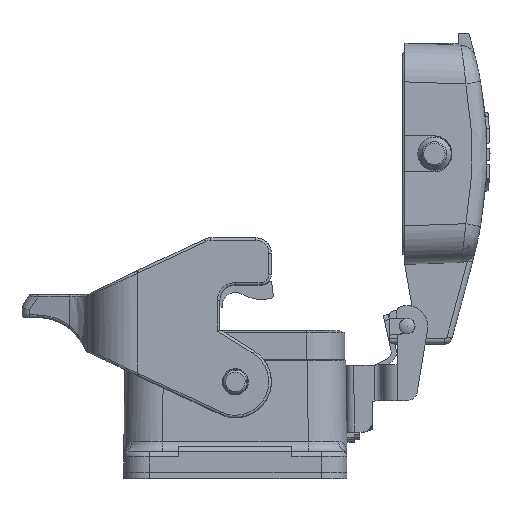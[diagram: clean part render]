
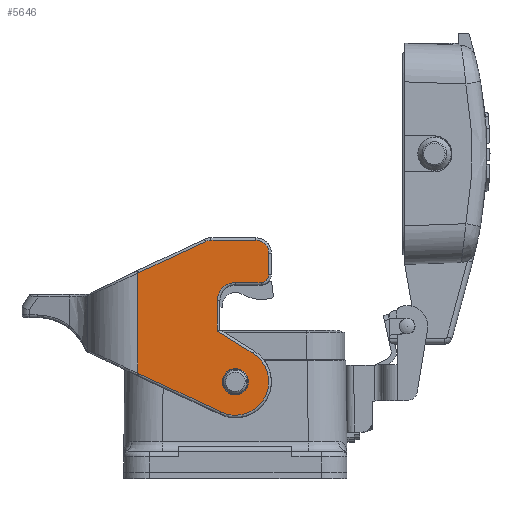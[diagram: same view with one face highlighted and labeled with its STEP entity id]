
A CAD part, left-side view. The second image highlights one B-rep face of the part: STEP entity #5646.
In plain terms, the highlighted planar face has unit normal (-1, 0, 0).
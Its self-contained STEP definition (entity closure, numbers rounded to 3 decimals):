
#5646=ADVANCED_FACE('',(#6766,#6767),#6336,.F.);
#6336=PLANE('',#24525);
#6766=FACE_BOUND('',#7441,.T.);
#6767=FACE_BOUND('',#7442,.T.);
#7441=EDGE_LOOP('',(#10507,#10508,#10509,#10510,#10511,#10512,#10513,#10514,
#10515,#10516,#10517,#10518,#10519,#10520,#10521));
#7442=EDGE_LOOP('',(#10522));
#10507=ORIENTED_EDGE('',*,*,#15585,.F.);
#10508=ORIENTED_EDGE('',*,*,#15583,.F.);
#10509=ORIENTED_EDGE('',*,*,#15581,.F.);
#10510=ORIENTED_EDGE('',*,*,#15579,.F.);
#10511=ORIENTED_EDGE('',*,*,#15577,.F.);
#10512=ORIENTED_EDGE('',*,*,#15575,.F.);
#10513=ORIENTED_EDGE('',*,*,#15573,.F.);
#10514=ORIENTED_EDGE('',*,*,#15571,.F.);
#10515=ORIENTED_EDGE('',*,*,#15569,.F.);
#10516=ORIENTED_EDGE('',*,*,#15566,.F.);
#10517=ORIENTED_EDGE('',*,*,#15678,.F.);
#10518=ORIENTED_EDGE('',*,*,#15679,.F.);
#10519=ORIENTED_EDGE('',*,*,#15347,.F.);
#10520=ORIENTED_EDGE('',*,*,#15677,.F.);
#10521=ORIENTED_EDGE('',*,*,#15509,.F.);
#10522=ORIENTED_EDGE('',*,*,#15528,.F.);
#13447=VERTEX_POINT('',#34293);
#13448=VERTEX_POINT('',#34294);
#13562=VERTEX_POINT('',#34947);
#13565=VERTEX_POINT('',#35014);
#13577=VERTEX_POINT('',#35084);
#13601=VERTEX_POINT('',#35158);
#13602=VERTEX_POINT('',#35159);
#13603=VERTEX_POINT('',#35164);
#13604=VERTEX_POINT('',#35192);
#13605=VERTEX_POINT('',#35196);
#13606=VERTEX_POINT('',#35224);
#13607=VERTEX_POINT('',#35228);
#13608=VERTEX_POINT('',#35256);
#13609=VERTEX_POINT('',#35267);
#13610=VERTEX_POINT('',#35271);
#13670=VERTEX_POINT('',#35884);
#15347=EDGE_CURVE('',#13447,#13448,#17205,.T.);
#15509=EDGE_CURVE('',#13565,#13562,#17220,.T.);
#15528=EDGE_CURVE('',#13577,#13577,#17930,.T.);
#15566=EDGE_CURVE('',#13601,#13602,#20147,.T.);
#15569=EDGE_CURVE('',#13602,#13603,#17943,.T.);
#15571=EDGE_CURVE('',#13603,#13604,#20148,.T.);
#15573=EDGE_CURVE('',#13604,#13605,#17946,.T.);
#15575=EDGE_CURVE('',#13605,#13606,#20149,.T.);
#15577=EDGE_CURVE('',#13606,#13607,#17949,.T.);
#15579=EDGE_CURVE('',#13607,#13608,#20150,.T.);
#15581=EDGE_CURVE('',#13608,#13609,#20151,.T.);
#15583=EDGE_CURVE('',#13609,#13610,#17952,.T.);
#15585=EDGE_CURVE('',#13610,#13565,#20152,.T.);
#15677=EDGE_CURVE('',#13562,#13447,#20193,.T.);
#15678=EDGE_CURVE('',#13670,#13601,#17965,.T.);
#15679=EDGE_CURVE('',#13448,#13670,#20194,.T.);
#17205=B_SPLINE_CURVE_WITH_KNOTS('',3,(#34289,#34290,#34291,#34292),
 .UNSPECIFIED.,.F.,.F.,(4,4),(0.,1.),.UNSPECIFIED.);
#17220=B_SPLINE_CURVE_WITH_KNOTS('',3,(#35010,#35011,#35012,#35013),
 .UNSPECIFIED.,.F.,.F.,(4,4),(0.,1.),.UNSPECIFIED.);
#17930=CIRCLE('',#24440,2.55);
#17943=CIRCLE('',#24466,2.5);
#17946=CIRCLE('',#24470,1.5);
#17949=CIRCLE('',#24474,3.5);
#17952=CIRCLE('',#24479,6.5);
#17965=CIRCLE('',#24524,2.5);
#20147=LINE('',#35157,#21457);
#20148=LINE('',#35191,#21458);
#20149=LINE('',#35223,#21459);
#20150=LINE('',#35255,#21460);
#20151=LINE('',#35266,#21461);
#20152=LINE('',#35298,#21462);
#20193=LINE('',#35874,#21503);
#20194=LINE('',#35885,#21504);
#21457=VECTOR('',#27584,1.);
#21458=VECTOR('',#27595,1.);
#21459=VECTOR('',#27604,1.);
#21460=VECTOR('',#27613,1.);
#21461=VECTOR('',#27616,1.);
#21462=VECTOR('',#27625,1.);
#21503=VECTOR('',#27752,1.);
#21504=VECTOR('',#27755,1.);
#24440=AXIS2_PLACEMENT_3D('',#35083,#27511,#27512);
#24466=AXIS2_PLACEMENT_3D('',#35163,#27591,#27592);
#24470=AXIS2_PLACEMENT_3D('',#35195,#27600,#27601);
#24474=AXIS2_PLACEMENT_3D('',#35227,#27609,#27610);
#24479=AXIS2_PLACEMENT_3D('',#35270,#27621,#27622);
#24524=AXIS2_PLACEMENT_3D('',#35883,#27753,#27754);
#24525=AXIS2_PLACEMENT_3D('',#35886,#27756,#27757);
#27511=DIRECTION('',(-1.,0.,0.));
#27512=DIRECTION('',(0.,-1.,0.));
#27584=DIRECTION('',(0.,-1.,0.));
#27591=DIRECTION('',(1.,0.,0.));
#27592=DIRECTION('',(0.,0.,1.));
#27595=DIRECTION('',(0.,0.,-1.));
#27600=DIRECTION('',(1.,0.,0.));
#27601=DIRECTION('',(0.,-1.,0.));
#27604=DIRECTION('',(0.,1.,0.));
#27609=DIRECTION('',(-1.,0.,0.));
#27610=DIRECTION('',(0.,0.,1.));
#27613=DIRECTION('',(0.,0.,-1.));
#27616=DIRECTION('',(0.,-0.848,-0.53));
#27621=DIRECTION('',(1.,0.,0.));
#27622=DIRECTION('',(0.,-0.53,0.848));
#27625=DIRECTION('',(0.,0.906,0.423));
#27752=DIRECTION('',(0.,0.,1.));
#27753=DIRECTION('',(1.,0.,0.));
#27754=DIRECTION('',(0.,0.423,0.906));
#27755=DIRECTION('',(0.,-0.906,0.423));
#27756=DIRECTION('',(1.,0.,0.));
#27757=DIRECTION('',(0.,-1.,0.));
#34289=CARTESIAN_POINT('',(-36.,19.001,22.663));
#34290=CARTESIAN_POINT('',(-36.,18.927,22.697));
#34291=CARTESIAN_POINT('',(-36.,18.854,22.731));
#34292=CARTESIAN_POINT('',(-36.,18.781,22.766));
#34293=CARTESIAN_POINT('',(-36.,19.,22.657));
#34294=CARTESIAN_POINT('',(-36.,18.781,22.766));
#34947=CARTESIAN_POINT('',(-36.,19.,3.246));
#35010=CARTESIAN_POINT('',(-36.,18.781,3.138));
#35011=CARTESIAN_POINT('',(-36.,18.854,3.173));
#35012=CARTESIAN_POINT('',(-36.,18.927,3.209));
#35013=CARTESIAN_POINT('',(-36.,19.,3.244));
#35014=CARTESIAN_POINT('',(-36.,18.789,3.141));
#35083=CARTESIAN_POINT('',(-36.,0.,1.552));
#35084=CARTESIAN_POINT('',(-36.,-2.55,1.552));
#35157=CARTESIAN_POINT('',(-36.,4.745,29.052));
#35158=CARTESIAN_POINT('',(-36.,4.745,29.052));
#35159=CARTESIAN_POINT('',(-36.,-4.,29.052));
#35163=CARTESIAN_POINT('',(-36.,-4.,26.552));
#35164=CARTESIAN_POINT('',(-36.,-6.5,26.552));
#35191=CARTESIAN_POINT('',(-36.,-6.5,26.552));
#35192=CARTESIAN_POINT('',(-36.,-6.5,22.352));
#35195=CARTESIAN_POINT('',(-36.,-5.,22.352));
#35196=CARTESIAN_POINT('',(-36.,-5.,20.852));
#35223=CARTESIAN_POINT('',(-36.,-5.,20.852));
#35224=CARTESIAN_POINT('',(-36.,0.,20.852));
#35227=CARTESIAN_POINT('',(-36.,0.,17.352));
#35228=CARTESIAN_POINT('',(-36.,3.5,17.352));
#35255=CARTESIAN_POINT('',(-36.,3.5,17.352));
#35256=CARTESIAN_POINT('',(-36.,3.5,11.404));
#35266=CARTESIAN_POINT('',(-36.,3.5,11.404));
#35267=CARTESIAN_POINT('',(-36.,-3.444,7.064));
#35270=CARTESIAN_POINT('',(-36.,0.,1.552));
#35271=CARTESIAN_POINT('',(-36.,2.747,-4.339));
#35298=CARTESIAN_POINT('',(-36.,2.747,-4.339));
#35874=CARTESIAN_POINT('',(-36.,19.,3.244));
#35883=CARTESIAN_POINT('',(-36.,4.745,26.552));
#35884=CARTESIAN_POINT('',(-36.,5.802,28.818));
#35885=CARTESIAN_POINT('',(-36.,18.789,22.762));
#35886=CARTESIAN_POINT('',(-36.,20.,30.427));
